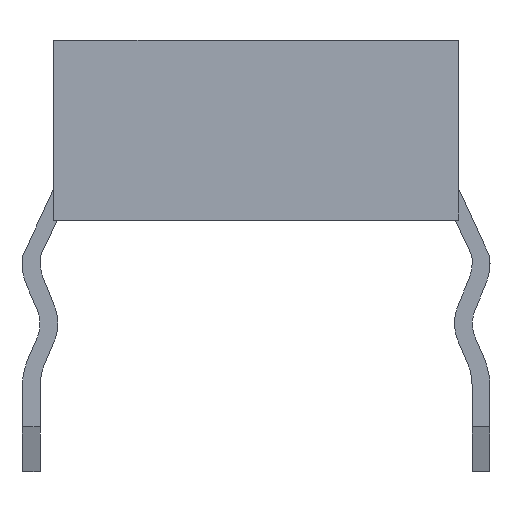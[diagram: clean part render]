
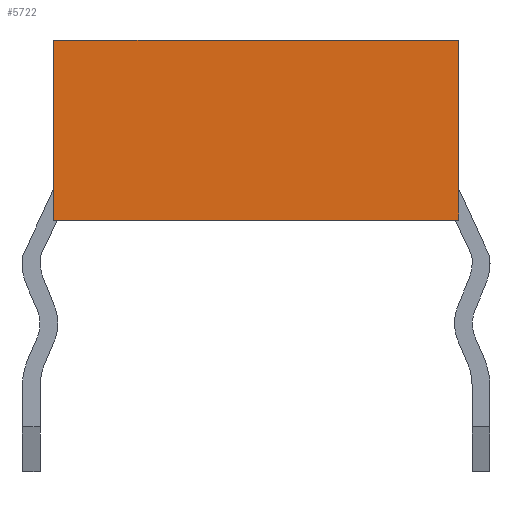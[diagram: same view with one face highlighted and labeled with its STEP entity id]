
A CAD part, left-side view. The second image highlights one B-rep face of the part: STEP entity #5722.
In plain terms, the highlighted planar face has unit normal (-1, 0, 0).
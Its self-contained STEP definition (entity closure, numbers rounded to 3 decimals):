
#35=CARTESIAN_POINT('',(-10.25,-2.25,0.));
#36=VERTEX_POINT('',#35);
#725=CARTESIAN_POINT('',(-10.25,-2.25,2.));
#726=VERTEX_POINT('',#725);
#733=CARTESIAN_POINT('',(-10.25,-2.25,2.));
#734=DIRECTION('',(0.,0.,-1.));
#735=VECTOR('',#734,2.);
#736=LINE('',#733,#735);
#737=EDGE_CURVE('',#726,#36,#736,.T.);
#5289=CARTESIAN_POINT('',(-10.25,2.25,0.));
#5290=VERTEX_POINT('',#5289);
#5291=CARTESIAN_POINT('',(-10.25,-2.25,0.));
#5292=DIRECTION('',(0.,1.,0.));
#5293=VECTOR('',#5292,4.5);
#5294=LINE('',#5291,#5293);
#5295=EDGE_CURVE('',#36,#5290,#5294,.T.);
#5699=CARTESIAN_POINT('',(-10.25,0.,1.));
#5700=DIRECTION('',(0.,-1.,0.));
#5701=DIRECTION('',(-1.,0.,0.));
#5702=AXIS2_PLACEMENT_3D('',#5699,#5701,#5700);
#5703=PLANE('',#5702);
#5704=ORIENTED_EDGE('',*,*,#737,.F.);
#5705=CARTESIAN_POINT('',(-10.25,2.25,2.));
#5706=VERTEX_POINT('',#5705);
#5707=CARTESIAN_POINT('',(-10.25,-2.25,2.));
#5708=DIRECTION('',(0.,1.,0.));
#5709=VECTOR('',#5708,4.5);
#5710=LINE('',#5707,#5709);
#5711=EDGE_CURVE('',#726,#5706,#5710,.T.);
#5712=ORIENTED_EDGE('',*,*,#5711,.T.);
#5713=CARTESIAN_POINT('',(-10.25,2.25,2.));
#5714=DIRECTION('',(0.,0.,-1.));
#5715=VECTOR('',#5714,2.);
#5716=LINE('',#5713,#5715);
#5717=EDGE_CURVE('',#5706,#5290,#5716,.T.);
#5718=ORIENTED_EDGE('',*,*,#5717,.T.);
#5719=ORIENTED_EDGE('',*,*,#5295,.F.);
#5720=EDGE_LOOP('',(#5704,#5712,#5718,#5719));
#5721=FACE_OUTER_BOUND('',#5720,.T.);
#5722=ADVANCED_FACE('',(#5721),#5703,.T.);
